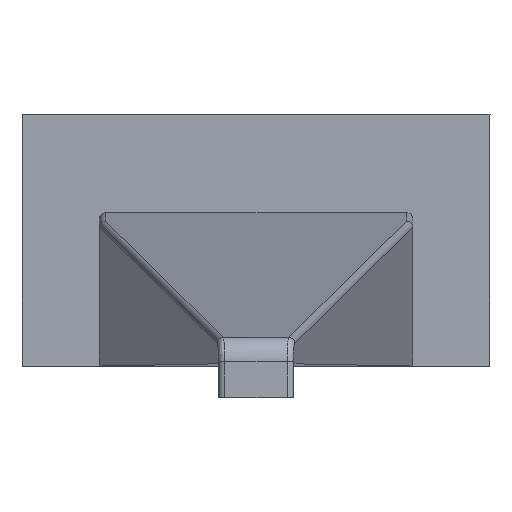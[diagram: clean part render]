
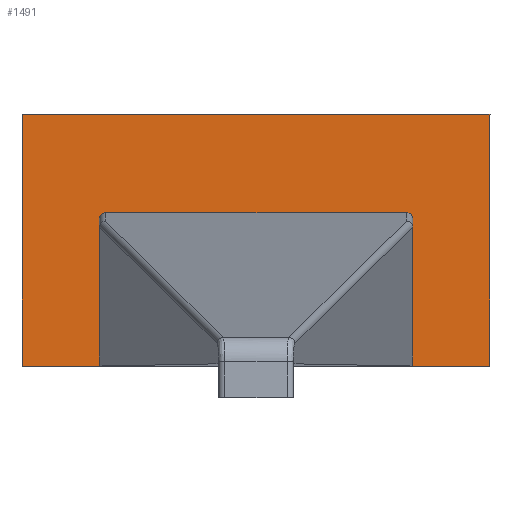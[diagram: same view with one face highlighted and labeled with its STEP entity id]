
A CAD part, top view. The second image highlights one B-rep face of the part: STEP entity #1491.
In plain terms, the highlighted planar face has unit normal (0, 0, 1).
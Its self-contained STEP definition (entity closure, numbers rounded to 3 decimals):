
#19 = AXIS2_PLACEMENT_3D ( 'NONE', #326, #1137, #201 ) ;
#25 = CARTESIAN_POINT ( 'NONE',  ( 12.75, 41.598, 8. ) ) ;
#28 = CARTESIAN_POINT ( 'NONE',  ( -12.75, 41.892, 8. ) ) ;
#29 = EDGE_CURVE ( 'NONE', #350, #1076, #1170, .T. ) ;
#58 = CARTESIAN_POINT ( 'NONE',  ( 12.75, 29.6, 8. ) ) ;
#62 = VECTOR ( 'NONE', #1263, 1000. ) ;
#78 = FACE_OUTER_BOUND ( 'NONE', #756, .T. ) ;
#88 = CARTESIAN_POINT ( 'NONE',  ( -19.05, 50.1, 8. ) ) ;
#113 = CARTESIAN_POINT ( 'NONE',  ( -12.75, 54.6, 8. ) ) ;
#119 = ORIENTED_EDGE ( 'NONE', *, *, #120, .T. ) ;
#120 = EDGE_CURVE ( 'NONE', #1316, #1397, #256, .T. ) ;
#135 = CARTESIAN_POINT ( 'NONE',  ( -12.25, 42.1, 8. ) ) ;
#181 = EDGE_CURVE ( 'NONE', #1397, #1379, #1336, .T. ) ;
#201 = DIRECTION ( 'NONE',  ( 1., 0., 0. ) ) ;
#229 = LINE ( 'NONE', #113, #1083 ) ;
#233 = VERTEX_POINT ( 'NONE', #1124 ) ;
#256 = LINE ( 'NONE', #812, #330 ) ;
#273 = CARTESIAN_POINT ( 'NONE',  ( 12.543, 42.1, 8. ) ) ;
#281 = DIRECTION ( 'NONE',  ( 1., 0., 0. ) ) ;
#299 = CARTESIAN_POINT ( 'NONE',  ( 19.05, 28.676, 8. ) ) ;
#309 = EDGE_CURVE ( 'NONE', #789, #1064, #786, .T. ) ;
#326 = CARTESIAN_POINT ( 'NONE',  ( 0., 0., 8. ) ) ;
#330 = VECTOR ( 'NONE', #344, 1000. ) ;
#332 = VECTOR ( 'NONE', #281, 1000. ) ;
#344 = DIRECTION ( 'NONE',  ( 1., 0., 0. ) ) ;
#350 = VERTEX_POINT ( 'NONE', #1018 ) ;
#358 = ORIENTED_EDGE ( 'NONE', *, *, #181, .T. ) ;
#377 = CARTESIAN_POINT ( 'NONE',  ( 19.05, 50.1, 8. ) ) ;
#386 = CARTESIAN_POINT ( 'NONE',  ( -19.05, 29.6, 8. ) ) ;
#401 = ORIENTED_EDGE ( 'NONE', *, *, #742, .T. ) ;
#533 = LINE ( 'NONE', #299, #806 ) ;
#535 = VECTOR ( 'NONE', #1385, 1000. ) ;
#540 = LINE ( 'NONE', #911, #62 ) ;
#548 = CARTESIAN_POINT ( 'NONE',  ( 0., 29.6, 8. ) ) ;
#577 = VERTEX_POINT ( 'NONE', #377 ) ;
#578 = EDGE_CURVE ( 'NONE', #789, #1135, #964, .T. ) ;
#589 = EDGE_CURVE ( 'NONE', #233, #1064, #229, .T. ) ;
#593 = CARTESIAN_POINT ( 'NONE',  ( 12.75, 41.598, 8. ) ) ;
#598 = CARTESIAN_POINT ( 'NONE',  ( -12.75, 41.598, 8. ) ) ;
#646 = DIRECTION ( 'NONE',  ( 0., 1., 0. ) ) ;
#692 = CARTESIAN_POINT ( 'NONE',  ( -19.05, 28.676, 8. ) ) ;
#694 = EDGE_CURVE ( 'NONE', #350, #577, #533, .T. ) ;
#727 = ORIENTED_EDGE ( 'NONE', *, *, #1455, .F. ) ;
#742 = EDGE_CURVE ( 'NONE', #233, #1316, #1134, .T. ) ;
#756 = EDGE_LOOP ( 'NONE', ( #727, #915, #959, #1160, #401, #119, #358, #1474, #1414, #1324 ) ) ;
#762 = CARTESIAN_POINT ( 'NONE',  ( -12.25, 42.1, 8. ) ) ;
#772 = LINE ( 'NONE', #1008, #535 ) ;
#786 = LINE ( 'NONE', #1252, #332 ) ;
#789 = VERTEX_POINT ( 'NONE', #386 ) ;
#806 = VECTOR ( 'NONE', #646, 1000. ) ;
#812 = CARTESIAN_POINT ( 'NONE',  ( -19.05, 42.1, 8. ) ) ;
#847 = DIRECTION ( 'NONE',  ( 0., -1., 0. ) ) ;
#911 = CARTESIAN_POINT ( 'NONE',  ( 12.75, 54.6, 8. ) ) ;
#915 = ORIENTED_EDGE ( 'NONE', *, *, #578, .F. ) ;
#959 = ORIENTED_EDGE ( 'NONE', *, *, #309, .T. ) ;
#964 = LINE ( 'NONE', #692, #1523 ) ;
#975 = VECTOR ( 'NONE', #1483, 1000. ) ;
#990 = CARTESIAN_POINT ( 'NONE',  ( 12.75, 41.892, 8. ) ) ;
#1008 = CARTESIAN_POINT ( 'NONE',  ( 0., 50.1, 8. ) ) ;
#1018 = CARTESIAN_POINT ( 'NONE',  ( 19.05, 29.6, 8. ) ) ;
#1032 = PLANE ( 'NONE',  #19 ) ;
#1064 = VERTEX_POINT ( 'NONE', #1122 ) ;
#1076 = VERTEX_POINT ( 'NONE', #58 ) ;
#1083 = VECTOR ( 'NONE', #847, 1000. ) ;
#1122 = CARTESIAN_POINT ( 'NONE',  ( -12.75, 29.6, 8. ) ) ;
#1124 = CARTESIAN_POINT ( 'NONE',  ( -12.75, 41.598, 8. ) ) ;
#1134 =( BOUNDED_CURVE ( )  B_SPLINE_CURVE ( 3, ( #598, #28, #1531, #135 ),
 .UNSPECIFIED., .F., .F. ) 
 B_SPLINE_CURVE_WITH_KNOTS ( ( 4, 4 ),
 ( 4.712, 6.283 ),
 .UNSPECIFIED. ) 
 CURVE ( )  GEOMETRIC_REPRESENTATION_ITEM ( )  RATIONAL_B_SPLINE_CURVE ( ( 1., 0.805, 0.805, 1. ) ) 
 REPRESENTATION_ITEM ( '' )  );
#1135 = VERTEX_POINT ( 'NONE', #88 ) ;
#1137 = DIRECTION ( 'NONE',  ( 0., 0., 1. ) ) ;
#1160 = ORIENTED_EDGE ( 'NONE', *, *, #589, .F. ) ;
#1169 = DIRECTION ( 'NONE',  ( 0., 1., 0. ) ) ;
#1170 = LINE ( 'NONE', #548, #975 ) ;
#1252 = CARTESIAN_POINT ( 'NONE',  ( 0., 29.6, 8. ) ) ;
#1263 = DIRECTION ( 'NONE',  ( 0., -1., 0. ) ) ;
#1316 = VERTEX_POINT ( 'NONE', #762 ) ;
#1324 = ORIENTED_EDGE ( 'NONE', *, *, #694, .T. ) ;
#1336 =( BOUNDED_CURVE ( )  B_SPLINE_CURVE ( 3, ( #1337, #273, #990, #593 ),
 .UNSPECIFIED., .F., .F. ) 
 B_SPLINE_CURVE_WITH_KNOTS ( ( 4, 4 ),
 ( 3.142, 4.712 ),
 .UNSPECIFIED. ) 
 CURVE ( )  GEOMETRIC_REPRESENTATION_ITEM ( )  RATIONAL_B_SPLINE_CURVE ( ( 1., 0.805, 0.805, 1. ) ) 
 REPRESENTATION_ITEM ( '' )  );
#1337 = CARTESIAN_POINT ( 'NONE',  ( 12.25, 42.1, 8. ) ) ;
#1340 = CARTESIAN_POINT ( 'NONE',  ( 12.25, 42.1, 8. ) ) ;
#1379 = VERTEX_POINT ( 'NONE', #25 ) ;
#1385 = DIRECTION ( 'NONE',  ( 1., 0., 0. ) ) ;
#1397 = VERTEX_POINT ( 'NONE', #1340 ) ;
#1414 = ORIENTED_EDGE ( 'NONE', *, *, #29, .F. ) ;
#1441 = EDGE_CURVE ( 'NONE', #1379, #1076, #540, .T. ) ;
#1455 = EDGE_CURVE ( 'NONE', #1135, #577, #772, .T. ) ;
#1474 = ORIENTED_EDGE ( 'NONE', *, *, #1441, .T. ) ;
#1483 = DIRECTION ( 'NONE',  ( -1., 0., 0. ) ) ;
#1491 = ADVANCED_FACE ( 'NONE', ( #78 ), #1032, .T. ) ;
#1523 = VECTOR ( 'NONE', #1169, 1000. ) ;
#1531 = CARTESIAN_POINT ( 'NONE',  ( -12.543, 42.1, 8. ) ) ;
